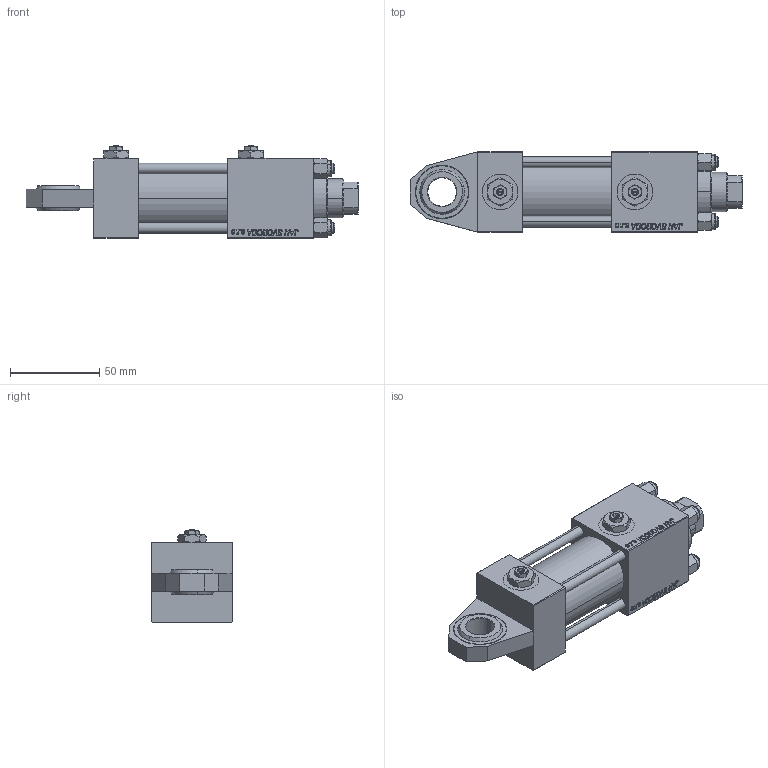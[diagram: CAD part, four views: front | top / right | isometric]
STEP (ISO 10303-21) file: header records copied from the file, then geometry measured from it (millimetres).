
FILE_DESCRIPTION (( 'STEP AP203' ), '1' );
FILE_NAME ('0074.STEP', '2024-01-31T13:35:52', ( '' ), ( '' ), 'SwSTEP 2.0', 'SolidWorks 2019', '' );
FILE_SCHEMA (( 'CONFIG_CONTROL_DESIGN' ));
Length unit declared in the file: millimetre
Products named in the file (8): NUT_M5_J 3181500b869ced825fb2e37fb37a7a89; V215CR_J_Body 3181500b869ced825fb2e37fb37a7a89; 0074; V215CR_TYCINKA_J 3181500b869ced825fb2e37fb37a7a89; V215CR_J_VNITRNI_KROUZEK 3181500b869ced825fb2e37fb37a7a89; Zatka_pro_OIL_PORT 3181500b869ced825fb2e37fb37a7a89; V215CR_VCP_J 3181500b869ced825fb2e37fb37a7a89; V215_VC_A 3181500b869ced825fb2e37fb37a7a89
Assembly tree (14 placements, depth 2):
  0074
    V215CR_J_Body 3181500b869ced825fb2e37fb37a7a89
    V215CR_J_VNITRNI_KROUZEK 3181500b869ced825fb2e37fb37a7a89
    V215CR_VCP_J 3181500b869ced825fb2e37fb37a7a89
    V215CR_TYCINKA_J 3181500b869ced825fb2e37fb37a7a89  x4
    NUT_M5_J 3181500b869ced825fb2e37fb37a7a89  x4
    V215_VC_A 3181500b869ced825fb2e37fb37a7a89
    Zatka_pro_OIL_PORT 3181500b869ced825fb2e37fb37a7a89  x2
Bounding box: 186 x 45 x 52 mm (x, y, z)
Volume: 220459.2 mm3; surface area: 81030.3 mm2
Topology: 14 solids, 14 shells, 1244 faces, 3096 edges, 1995 vertices
Faces by surface type: plane 562, bspline 392, cone 170, cylinder 100, torus 20
Entity records: 52214 total; most frequent: CARTESIAN_POINT 27675, ORIENTED_EDGE 5492, DIRECTION 3558, EDGE_CURVE 2746, VERTEX_POINT 1793, LINE 1606, VECTOR 1606, EDGE_LOOP 1215
